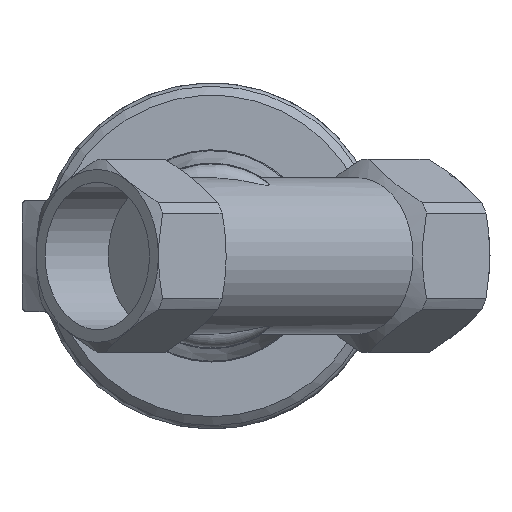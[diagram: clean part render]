
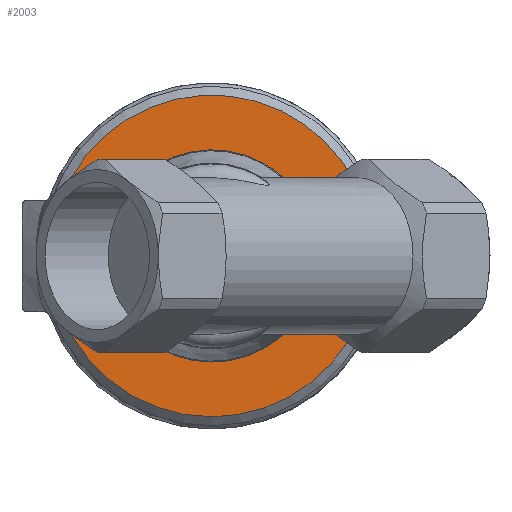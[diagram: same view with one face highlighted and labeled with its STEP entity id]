
A CAD part, front view. The second image highlights one B-rep face of the part: STEP entity #2003.
In plain terms, the highlighted planar face has unit normal (0, -1, 0).
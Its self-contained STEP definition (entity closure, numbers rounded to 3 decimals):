
#151=CIRCLE('',#2179,13.5);
#152=CIRCLE('',#2180,28.813);
#498=ORIENTED_EDGE('',*,*,#1057,.F.);
#499=ORIENTED_EDGE('',*,*,#1058,.T.);
#1057=EDGE_CURVE('',#1335,#1335,#151,.T.);
#1058=EDGE_CURVE('',#1336,#1336,#152,.T.);
#1335=VERTEX_POINT('',#3725);
#1336=VERTEX_POINT('',#3727);
#1643=EDGE_LOOP('',(#498));
#1644=EDGE_LOOP('',(#499));
#1807=FACE_BOUND('',#1643,.T.);
#1808=FACE_BOUND('',#1644,.T.);
#1948=PLANE('',#2178);
#2003=ADVANCED_FACE('',(#1807,#1808),#1948,.T.);
#2178=AXIS2_PLACEMENT_3D('',#3723,#2489,#2490);
#2179=AXIS2_PLACEMENT_3D('',#3724,#2491,#2492);
#2180=AXIS2_PLACEMENT_3D('',#3726,#2493,#2494);
#2489=DIRECTION('',(0.,-1.,0.));
#2490=DIRECTION('',(0.,0.,-1.));
#2491=DIRECTION('',(0.,-1.,0.));
#2492=DIRECTION('',(0.,0.,-1.));
#2493=DIRECTION('',(0.,-1.,0.));
#2494=DIRECTION('',(0.,0.,-1.));
#3723=CARTESIAN_POINT('',(-70.393,3.342,15.5));
#3724=CARTESIAN_POINT('',(-70.393,3.342,0.));
#3725=CARTESIAN_POINT('',(-70.393,3.342,-13.5));
#3726=CARTESIAN_POINT('',(-70.393,3.342,0.));
#3727=CARTESIAN_POINT('',(-70.393,3.342,-28.813));
